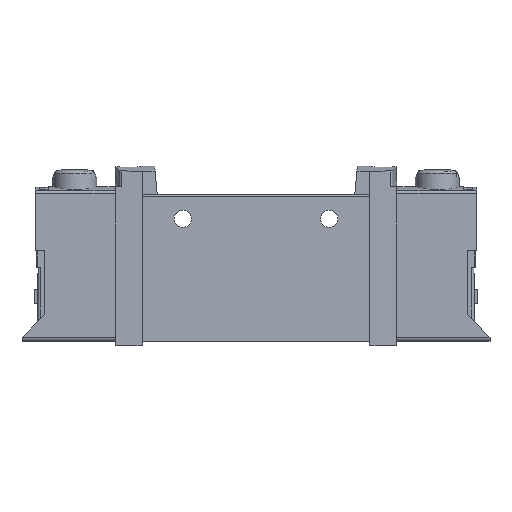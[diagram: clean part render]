
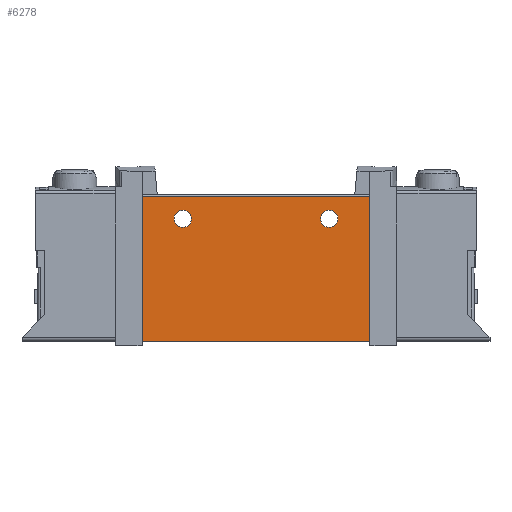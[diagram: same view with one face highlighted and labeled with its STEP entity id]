
A CAD part, top view. The second image highlights one B-rep face of the part: STEP entity #6278.
In plain terms, the highlighted planar face has unit normal (0, 0, 1).
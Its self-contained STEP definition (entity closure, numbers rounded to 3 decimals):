
#100=PLANE('',#6790);
#578=LINE('',#9873,#1234);
#648=LINE('',#10043,#1304);
#651=LINE('',#10051,#1307);
#654=LINE('',#10059,#1310);
#1234=VECTOR('',#7737,1000.);
#1304=VECTOR('',#7877,1000.);
#1307=VECTOR('',#7884,1000.);
#1310=VECTOR('',#7893,1000.);
#2254=ORIENTED_EDGE('',*,*,#3982,.F.);
#2255=ORIENTED_EDGE('',*,*,#3983,.F.);
#2256=ORIENTED_EDGE('',*,*,#3885,.T.);
#2257=ORIENTED_EDGE('',*,*,#3984,.F.);
#2258=ORIENTED_EDGE('',*,*,#3975,.F.);
#2259=ORIENTED_EDGE('',*,*,#3979,.T.);
#3885=EDGE_CURVE('',#4761,#4760,#578,.T.);
#3975=EDGE_CURVE('',#4825,#4826,#648,.T.);
#3979=EDGE_CURVE('',#4825,#4761,#651,.T.);
#3982=EDGE_CURVE('',#4829,#4829,#5186,.F.);
#3983=EDGE_CURVE('',#4830,#4830,#5187,.F.);
#3984=EDGE_CURVE('',#4826,#4760,#654,.T.);
#4760=VERTEX_POINT('',#9872);
#4761=VERTEX_POINT('',#9874);
#4825=VERTEX_POINT('',#10042);
#4826=VERTEX_POINT('',#10044);
#4829=VERTEX_POINT('',#10056);
#4830=VERTEX_POINT('',#10058);
#5186=CIRCLE('',#6791,1.6);
#5187=CIRCLE('',#6792,1.6);
#5375=EDGE_LOOP('',(#2254));
#5376=EDGE_LOOP('',(#2255));
#5377=EDGE_LOOP('',(#2256,#2257,#2258,#2259));
#5801=FACE_BOUND('',#5375,.T.);
#5802=FACE_BOUND('',#5376,.T.);
#5803=FACE_BOUND('',#5377,.T.);
#6278=ADVANCED_FACE('',(#5801,#5802,#5803),#100,.F.);
#6790=AXIS2_PLACEMENT_3D('',#10054,#7887,#7888);
#6791=AXIS2_PLACEMENT_3D('',#10055,#7889,#7890);
#6792=AXIS2_PLACEMENT_3D('',#10057,#7891,#7892);
#7737=DIRECTION('',(0.,-1.,0.));
#7877=DIRECTION('',(0.,-1.,0.));
#7884=DIRECTION('',(-1.,0.,0.));
#7887=DIRECTION('',(0.,0.,-1.));
#7888=DIRECTION('',(-1.,0.,0.));
#7889=DIRECTION('',(0.,0.,-1.));
#7890=DIRECTION('',(-1.,0.,0.));
#7891=DIRECTION('',(0.,0.,-1.));
#7892=DIRECTION('',(-1.,0.,0.));
#7893=DIRECTION('',(-1.,0.,0.));
#9872=CARTESIAN_POINT('',(-21.,0.,5.1));
#9873=CARTESIAN_POINT('',(-21.,26.7,5.1));
#9874=CARTESIAN_POINT('',(-21.,26.7,5.1));
#10042=CARTESIAN_POINT('',(21.,26.7,5.1));
#10043=CARTESIAN_POINT('',(21.,26.7,5.1));
#10044=CARTESIAN_POINT('',(21.,0.,5.1));
#10051=CARTESIAN_POINT('',(21.,26.7,5.1));
#10054=CARTESIAN_POINT('',(21.,26.7,5.1));
#10055=CARTESIAN_POINT('',(-13.5,22.6,5.1));
#10056=CARTESIAN_POINT('',(-15.1,22.6,5.1));
#10057=CARTESIAN_POINT('',(13.5,22.6,5.1));
#10058=CARTESIAN_POINT('',(11.9,22.6,5.1));
#10059=CARTESIAN_POINT('',(21.,0.,5.1));
